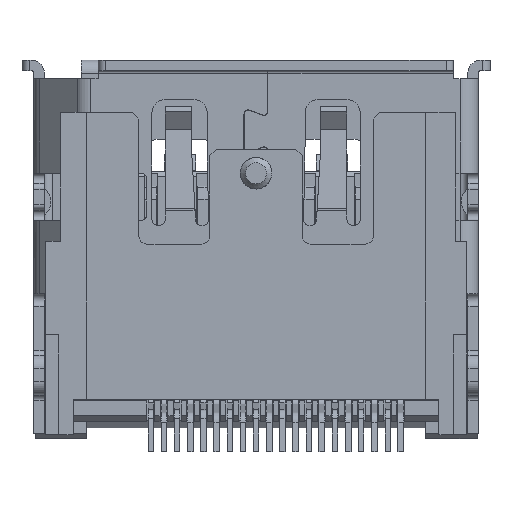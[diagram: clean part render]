
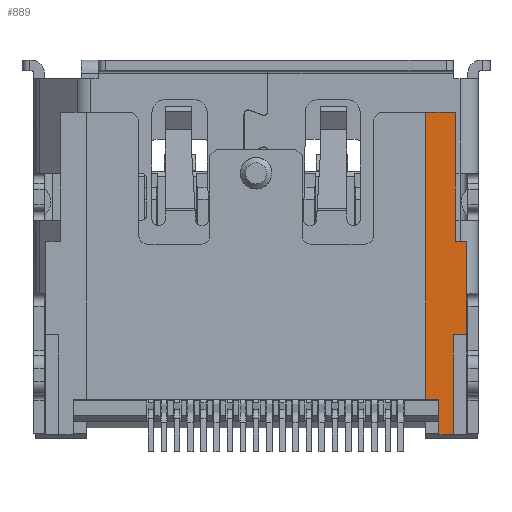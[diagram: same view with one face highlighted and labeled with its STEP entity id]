
A CAD part, front view. The second image highlights one B-rep face of the part: STEP entity #889.
In plain terms, the highlighted planar face has unit normal (0, -1, 0).
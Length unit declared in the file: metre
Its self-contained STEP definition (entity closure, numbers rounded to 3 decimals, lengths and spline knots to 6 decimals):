
#889 = ADVANCED_FACE( '', ( #2904 ), #2905, .T. );
#2904 = FACE_OUTER_BOUND( '', #5212, .T. );
#2905 = PLANE( '', #5213 );
#5212 = EDGE_LOOP( '', ( #13445, #13446, #13447, #13448, #13449, #13450, #13451, #13452, #13453, #13454 ) );
#5213 = AXIS2_PLACEMENT_3D( '', #13455, #13456, #13457 );
#13445 = ORIENTED_EDGE( '', *, *, #16451, .T. );
#13446 = ORIENTED_EDGE( '', *, *, #16453, .T. );
#13447 = ORIENTED_EDGE( '', *, *, #18919, .T. );
#13448 = ORIENTED_EDGE( '', *, *, #18948, .F. );
#13449 = ORIENTED_EDGE( '', *, *, #15824, .F. );
#13450 = ORIENTED_EDGE( '', *, *, #17210, .F. );
#13451 = ORIENTED_EDGE( '', *, *, #18857, .F. );
#13452 = ORIENTED_EDGE( '', *, *, #18892, .T. );
#13453 = ORIENTED_EDGE( '', *, *, #17312, .F. );
#13454 = ORIENTED_EDGE( '', *, *, #18292, .T. );
#13455 = CARTESIAN_POINT( '', ( 0.00645, -0.0035, -0.01369 ) );
#13456 = DIRECTION( '', ( 0., -1., 0. ) );
#13457 = DIRECTION( '', ( 0., 0., -1. ) );
#15824 = EDGE_CURVE( '', #19138, #19139, #19140, .T. );
#16451 = EDGE_CURVE( '', #20356, #20354, #20357, .T. );
#16453 = EDGE_CURVE( '', #20354, #20359, #20360, .T. );
#17210 = EDGE_CURVE( '', #21741, #19138, #21743, .T. );
#17312 = EDGE_CURVE( '', #21919, #21922, #21923, .T. );
#18292 = EDGE_CURVE( '', #21919, #20356, #23514, .T. );
#18857 = EDGE_CURVE( '', #24300, #21741, #24302, .T. );
#18892 = EDGE_CURVE( '', #24300, #21922, #24348, .T. );
#18919 = EDGE_CURVE( '', #20359, #24381, #24383, .T. );
#18948 = EDGE_CURVE( '', #19139, #24381, #24418, .T. );
#19138 = VERTEX_POINT( '', #24658 );
#19139 = VERTEX_POINT( '', #24659 );
#19140 = LINE( '', #24660, #24661 );
#20354 = VERTEX_POINT( '', #26397 );
#20356 = VERTEX_POINT( '', #26400 );
#20357 = LINE( '', #26401, #26402 );
#20359 = VERTEX_POINT( '', #26405 );
#20360 = LINE( '', #26406, #26407 );
#21741 = VERTEX_POINT( '', #28407 );
#21743 = LINE( '', #28410, #28411 );
#21919 = VERTEX_POINT( '', #28668 );
#21922 = VERTEX_POINT( '', #28672 );
#21923 = LINE( '', #28673, #28674 );
#23514 = LINE( '', #31117, #31118 );
#24300 = VERTEX_POINT( '', #32403 );
#24302 = LINE( '', #32406, #32407 );
#24348 = LINE( '', #32486, #32487 );
#24381 = VERTEX_POINT( '', #32543 );
#24383 = LINE( '', #32546, #32547 );
#24418 = LINE( '', #32608, #32609 );
#24658 = CARTESIAN_POINT( '', ( 0.00757, -0.0035, -0.00129 ) );
#24659 = CARTESIAN_POINT( '', ( 0.00757, -0.0035, -0.00619 ) );
#24660 = CARTESIAN_POINT( '', ( 0.00757, -0.0035, -0.00129 ) );
#24661 = VECTOR( '', #32998, 1. );
#26397 = CARTESIAN_POINT( '', ( 0.0075, -0.0035, -0.00974 ) );
#26400 = CARTESIAN_POINT( '', ( 0.0075, -0.0035, -0.01354 ) );
#26401 = CARTESIAN_POINT( '', ( 0.0075, -0.0035, -0.01354 ) );
#26402 = VECTOR( '', #33851, 1. );
#26405 = CARTESIAN_POINT( '', ( 0.008, -0.0035, -0.00974 ) );
#26406 = CARTESIAN_POINT( '', ( 0.0075, -0.0035, -0.00974 ) );
#26407 = VECTOR( '', #33853, 1. );
#28407 = CARTESIAN_POINT( '', ( 0.00645, -0.0035, -0.00129 ) );
#28410 = CARTESIAN_POINT( '', ( 0.00645, -0.0035, -0.00129 ) );
#28411 = VECTOR( '', #34893, 1. );
#28668 = CARTESIAN_POINT( '', ( 0.00695, -0.0035, -0.01354 ) );
#28672 = CARTESIAN_POINT( '', ( 0.00695, -0.0035, -0.01219 ) );
#28673 = CARTESIAN_POINT( '', ( 0.00695, -0.0035, -0.01354 ) );
#28674 = VECTOR( '', #35033, 1. );
#31117 = CARTESIAN_POINT( '', ( 0.00695, -0.0035, -0.01354 ) );
#31118 = VECTOR( '', #36279, 1. );
#32403 = CARTESIAN_POINT( '', ( 0.00645, -0.0035, -0.01219 ) );
#32406 = CARTESIAN_POINT( '', ( 0.00645, -0.0035, -0.01219 ) );
#32407 = VECTOR( '', #36975, 1. );
#32486 = CARTESIAN_POINT( '', ( 0.00645, -0.0035, -0.01219 ) );
#32487 = VECTOR( '', #37012, 1. );
#32543 = CARTESIAN_POINT( '', ( 0.008, -0.0035, -0.00619 ) );
#32546 = CARTESIAN_POINT( '', ( 0.008, -0.0035, -0.00974 ) );
#32547 = VECTOR( '', #37043, 1. );
#32608 = CARTESIAN_POINT( '', ( 0.00757, -0.0035, -0.00619 ) );
#32609 = VECTOR( '', #37081, 1. );
#32998 = DIRECTION( '', ( 0., 0., -1. ) );
#33851 = DIRECTION( '', ( 0., 0., 1. ) );
#33853 = DIRECTION( '', ( 1., 0., 0. ) );
#34893 = DIRECTION( '', ( 1., 0., 0. ) );
#35033 = DIRECTION( '', ( 0., 0., 1. ) );
#36279 = DIRECTION( '', ( 1., 0., 0. ) );
#36975 = DIRECTION( '', ( 0., 0., 1. ) );
#37012 = DIRECTION( '', ( 1., 0., 0. ) );
#37043 = DIRECTION( '', ( 0., 0., 1. ) );
#37081 = DIRECTION( '', ( 1., 0., 0. ) );
